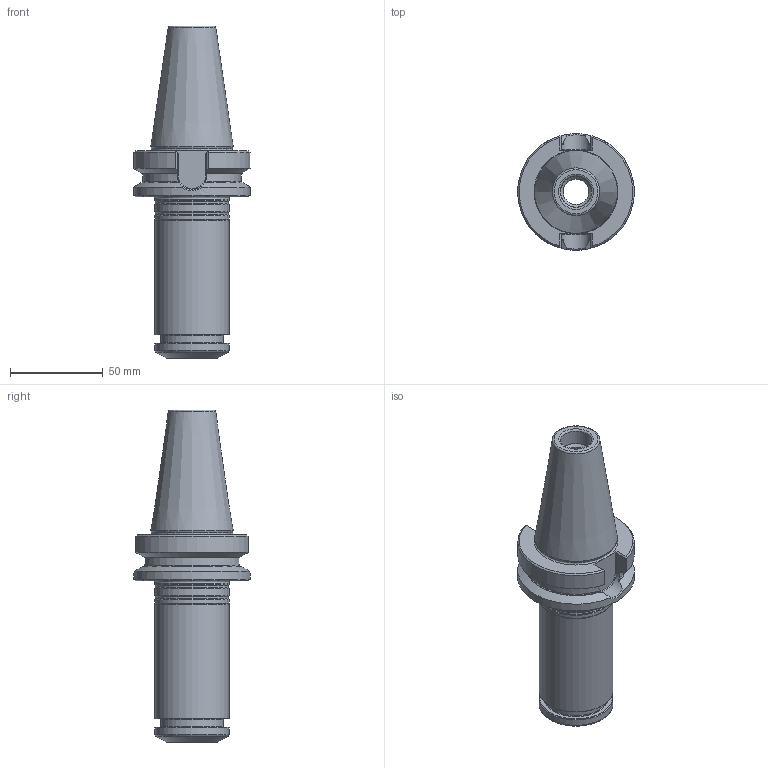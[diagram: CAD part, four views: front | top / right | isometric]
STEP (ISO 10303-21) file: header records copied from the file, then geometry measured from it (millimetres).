
FILE_DESCRIPTION(/* description */ (''),/* implementation_level */ '2;1');
FILE_NAME(/* name */ '414072560.stp',/* time_stamp */ '2021-01-08T12:33:33',/* author */ ('LRA'),/* organization */ ('REGO-FIX'),/* preprocessor_version */ ' Unknown',/* originating_system */ 'SIEMENS PLM Software Solid Edge ST10',/* authorization */ 'Unknown');
FILE_SCHEMA (('AUTOMOTIVE_DESIGN { 1 0 10303 214 2 1 1}'));
Length unit declared in the file: millimetre
Products named in the file (1): NOCUT
Bounding box: 63 x 63 x 179.4 mm (x, y, z)
Volume: 193146.3 mm3; surface area: 39214.1 mm2
Topology: 1 solids, 1 shells, 100 faces, 243 edges, 150 vertices
Faces by surface type: plane 39, cone 22, cylinder 21, torus 16, bspline 2
Full cylindrical faces by diameter (mm): 13.835 x2, 17 x1, 25 x1, 34 x1, 40 x2, 40.5 x3, 63 x1
Entity records: 3523 total; most frequent: CARTESIAN_POINT 664, DIRECTION 446, ORIENTED_EDGE 398, EDGE_CURVE 199, AXIS2_PLACEMENT_3D 191, EDGE_LOOP 144, FACE_BOUND 144, VERTEX_POINT 143
